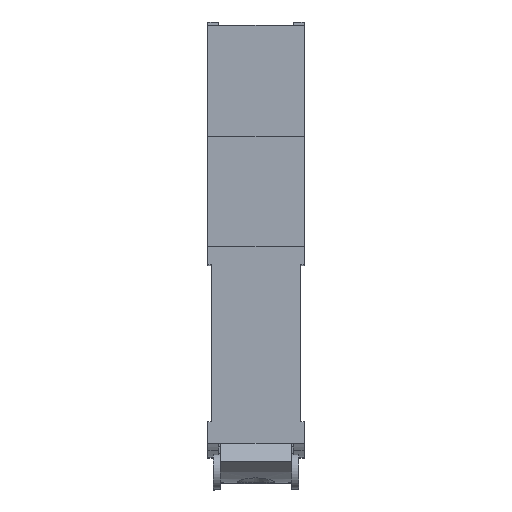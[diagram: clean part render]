
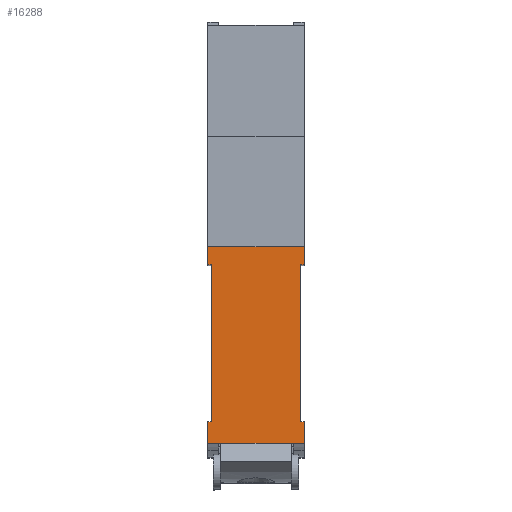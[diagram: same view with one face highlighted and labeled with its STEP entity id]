
A CAD part, top view. The second image highlights one B-rep face of the part: STEP entity #16288.
In plain terms, the highlighted planar face has unit normal (0, 0, 1).
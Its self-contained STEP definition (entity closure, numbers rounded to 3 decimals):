
#2438=CARTESIAN_POINT('',(0.,-36.,31.));
#2439=VERTEX_POINT('',#2438);
#2446=CARTESIAN_POINT('',(0.,-31.,31.));
#2447=VERTEX_POINT('',#2446);
#2448=CARTESIAN_POINT('',(0.,-36.,31.));
#2449=DIRECTION('',(0.0,1.0,0.0));
#2450=VECTOR('',#2449,5.0);
#2451=LINE('',#2448,#2450);
#2452=EDGE_CURVE('',#2439,#2447,#2451,.T.);
#2706=CARTESIAN_POINT('',(27.,-31.,31.));
#2707=VERTEX_POINT('',#2706);
#2714=CARTESIAN_POINT('',(27.,-36.,31.));
#2715=VERTEX_POINT('',#2714);
#2716=CARTESIAN_POINT('',(27.,-31.,31.));
#2717=DIRECTION('',(0.0,-1.0,0.0));
#2718=VECTOR('',#2717,5.0);
#2719=LINE('',#2716,#2718);
#2720=EDGE_CURVE('',#2707,#2715,#2719,.T.);
#3665=CARTESIAN_POINT('',(26.,-36.,31.));
#3666=VERTEX_POINT('',#3665);
#3673=CARTESIAN_POINT('',(26.,-80.,31.));
#3674=VERTEX_POINT('',#3673);
#3675=CARTESIAN_POINT('',(26.,-80.,31.));
#3676=DIRECTION('',(0.0,1.0,0.0));
#3677=VECTOR('',#3676,44.0);
#3678=LINE('',#3675,#3677);
#3679=EDGE_CURVE('',#3674,#3666,#3678,.T.);
#5240=CARTESIAN_POINT('',(27.,-80.,31.));
#5241=VERTEX_POINT('',#5240);
#5242=CARTESIAN_POINT('',(26.,-80.,31.));
#5243=DIRECTION('',(1.0,0.0,0.0));
#5244=VECTOR('',#5243,1.0);
#5245=LINE('',#5242,#5244);
#5246=EDGE_CURVE('',#3674,#5241,#5245,.T.);
#5391=CARTESIAN_POINT('',(0.,-86.,31.));
#5392=VERTEX_POINT('',#5391);
#5399=CARTESIAN_POINT('',(0.,-80.,31.));
#5400=VERTEX_POINT('',#5399);
#5401=CARTESIAN_POINT('',(0.,-80.,31.));
#5402=DIRECTION('',(0.0,-1.0,0.0));
#5403=VECTOR('',#5402,6.0);
#5404=LINE('',#5401,#5403);
#5405=EDGE_CURVE('',#5400,#5392,#5404,.T.);
#5430=CARTESIAN_POINT('',(1.,-80.,31.));
#5431=VERTEX_POINT('',#5430);
#5432=CARTESIAN_POINT('',(0.,-80.,31.));
#5433=DIRECTION('',(1.0,0.0,0.0));
#5434=VECTOR('',#5433,1.0);
#5435=LINE('',#5432,#5434);
#5436=EDGE_CURVE('',#5400,#5431,#5435,.T.);
#10601=CARTESIAN_POINT('',(27.,-86.,31.));
#10602=VERTEX_POINT('',#10601);
#10609=CARTESIAN_POINT('',(0.,-86.,31.));
#10610=DIRECTION('',(1.0,0.0,0.0));
#10611=VECTOR('',#10610,27.0);
#10612=LINE('',#10609,#10611);
#10613=EDGE_CURVE('',#5392,#10602,#10612,.T.);
#15671=CARTESIAN_POINT('',(27.,-86.,31.));
#15672=DIRECTION('',(0.0,1.0,0.0));
#15673=VECTOR('',#15672,6.0);
#15674=LINE('',#15671,#15673);
#15675=EDGE_CURVE('',#10602,#5241,#15674,.T.);
#16247=CARTESIAN_POINT('',(13.5,-31.0,31.));
#16248=DIRECTION('',(0.0,0.0,-1.0));
#16249=DIRECTION('',(1.0,0.0,0.0));
#16250=AXIS2_PLACEMENT_3D('',#16247,#16248,#16249);
#16251=PLANE('',#16250);
#16252=ORIENTED_EDGE('',*,*,#3679,.T.);
#16253=CARTESIAN_POINT('',(27.,-36.,31.));
#16254=DIRECTION('',(-1.0,0.0,0.0));
#16255=VECTOR('',#16254,1.0);
#16256=LINE('',#16253,#16255);
#16257=EDGE_CURVE('',#2715,#3666,#16256,.T.);
#16258=ORIENTED_EDGE('',*,*,#16257,.F.);
#16259=ORIENTED_EDGE('',*,*,#2720,.F.);
#16260=CARTESIAN_POINT('',(0.,-31.,31.));
#16261=DIRECTION('',(1.0,0.0,0.0));
#16262=VECTOR('',#16261,27.0);
#16263=LINE('',#16260,#16262);
#16264=EDGE_CURVE('',#2447,#2707,#16263,.T.);
#16265=ORIENTED_EDGE('',*,*,#16264,.F.);
#16266=ORIENTED_EDGE('',*,*,#2452,.F.);
#16267=CARTESIAN_POINT('',(1.,-36.,31.));
#16268=VERTEX_POINT('',#16267);
#16269=CARTESIAN_POINT('',(1.,-36.,31.));
#16270=DIRECTION('',(-1.0,0.0,0.0));
#16271=VECTOR('',#16270,1.0);
#16272=LINE('',#16269,#16271);
#16273=EDGE_CURVE('',#16268,#2439,#16272,.T.);
#16274=ORIENTED_EDGE('',*,*,#16273,.F.);
#16275=CARTESIAN_POINT('',(1.,-36.,31.));
#16276=DIRECTION('',(0.0,-1.0,0.0));
#16277=VECTOR('',#16276,44.0);
#16278=LINE('',#16275,#16277);
#16279=EDGE_CURVE('',#16268,#5431,#16278,.T.);
#16280=ORIENTED_EDGE('',*,*,#16279,.T.);
#16281=ORIENTED_EDGE('',*,*,#5436,.F.);
#16282=ORIENTED_EDGE('',*,*,#5405,.T.);
#16283=ORIENTED_EDGE('',*,*,#10613,.T.);
#16284=ORIENTED_EDGE('',*,*,#15675,.T.);
#16285=ORIENTED_EDGE('',*,*,#5246,.F.);
#16286=EDGE_LOOP('',(#16252,#16258,#16259,#16265,#16266,#16274,#16280,#16281,#16282,#16283,#16284,#16285));
#16287=FACE_OUTER_BOUND('',#16286,.T.);
#16288=ADVANCED_FACE('',(#16287),#16251,.F.);
